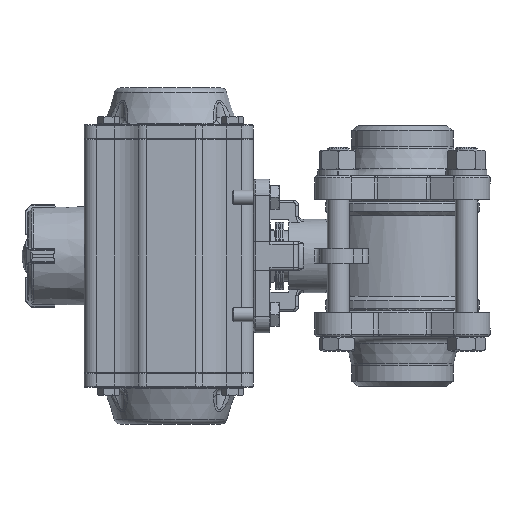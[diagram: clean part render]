
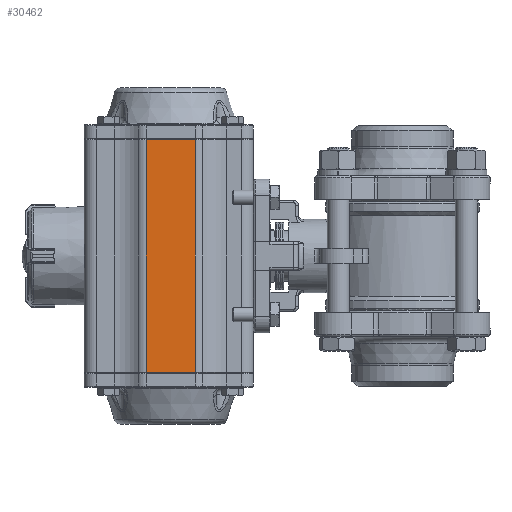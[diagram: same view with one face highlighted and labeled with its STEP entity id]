
A CAD part, left-side view. The second image highlights one B-rep face of the part: STEP entity #30462.
In plain terms, the highlighted face is planar.
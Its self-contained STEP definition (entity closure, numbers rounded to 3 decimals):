
#1892=PLANE('',#32694);
#3130=LINE('',#63739,#4748);
#3131=LINE('',#63743,#4749);
#3132=LINE('',#63745,#4750);
#3133=LINE('',#63747,#4751);
#4748=VECTOR('',#37815,1000.);
#4749=VECTOR('',#37820,1000.);
#4750=VECTOR('',#37821,1000.);
#4751=VECTOR('',#37822,1000.);
#9679=ORIENTED_EDGE('',*,*,#15007,.F.);
#9680=ORIENTED_EDGE('',*,*,#15009,.T.);
#9681=ORIENTED_EDGE('',*,*,#15010,.T.);
#9682=ORIENTED_EDGE('',*,*,#15011,.T.);
#15007=EDGE_CURVE('',#17984,#17985,#3130,.T.);
#15009=EDGE_CURVE('',#17984,#17986,#3131,.T.);
#15010=EDGE_CURVE('',#17986,#17987,#3132,.T.);
#15011=EDGE_CURVE('',#17987,#17985,#3133,.T.);
#17984=VERTEX_POINT('',#63738);
#17985=VERTEX_POINT('',#63740);
#17986=VERTEX_POINT('',#63744);
#17987=VERTEX_POINT('',#63746);
#21057=EDGE_LOOP('',(#9679,#9680,#9681,#9682));
#22931=FACE_BOUND('',#21057,.T.);
#30462=ADVANCED_FACE('',(#22931),#1892,.F.);
#32694=AXIS2_PLACEMENT_3D('',#63742,#37818,#37819);
#37815=DIRECTION('',(0.,0.,-1.));
#37818=DIRECTION('',(-1.,0.,0.));
#37819=DIRECTION('',(0.,0.,1.));
#37820=DIRECTION('',(0.,-1.,0.));
#37821=DIRECTION('',(0.,0.,-1.));
#37822=DIRECTION('',(0.,1.,0.));
#63738=CARTESIAN_POINT('',(29.5,10.363,49.2));
#63739=CARTESIAN_POINT('',(29.5,10.363,49.5));
#63740=CARTESIAN_POINT('',(29.5,10.363,-49.2));
#63742=CARTESIAN_POINT('',(29.5,-10.363,49.5));
#63743=CARTESIAN_POINT('',(29.5,-10.363,49.2));
#63744=CARTESIAN_POINT('',(29.5,-10.363,49.2));
#63745=CARTESIAN_POINT('',(29.5,-10.363,49.5));
#63746=CARTESIAN_POINT('',(29.5,-10.363,-49.2));
#63747=CARTESIAN_POINT('',(29.5,-10.363,-49.2));
